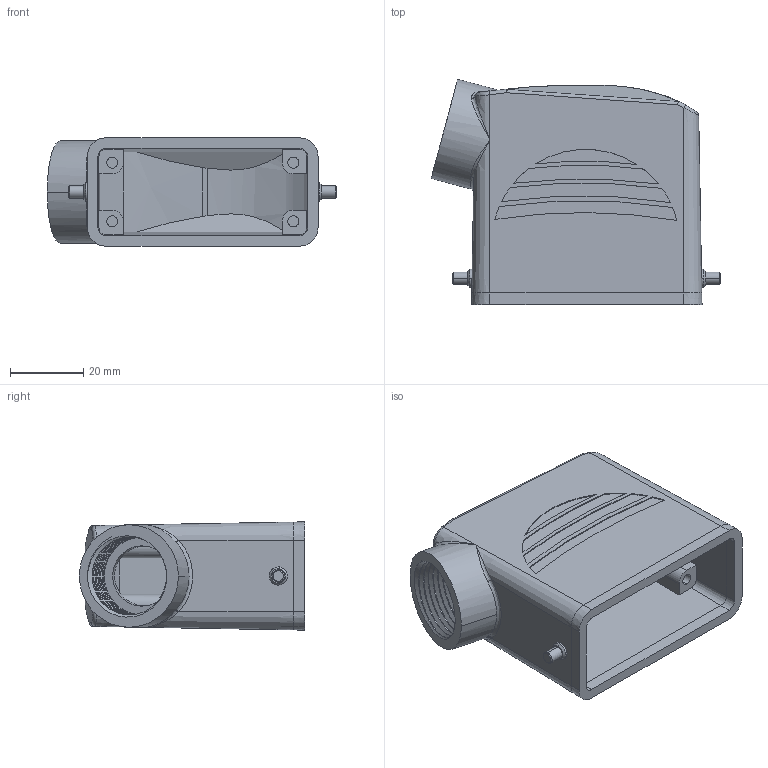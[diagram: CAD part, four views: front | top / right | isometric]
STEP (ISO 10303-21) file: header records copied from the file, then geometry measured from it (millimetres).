
FILE_DESCRIPTION (( 'STEP AP214' ), '1' );
FILE_NAME ('ZP-MC10A-2-SSE16M.step', '2015-08-12T18:09:31', ( '' ), ( '' ), 'SwSTEP 2.0', 'SolidWorks 2014', '' );
FILE_SCHEMA (( 'AUTOMOTIVE_DESIGN' ));
Length unit declared in the file: millimetre
Products named in the file (1): ZP-MC10A-2-SSE16M
Bounding box: 79.15 x 61.57 x 29.6 mm (x, y, z)
Volume: 36632.6 mm3; surface area: 24387.7 mm2
Topology: 1 solids, 1 shells, 199 faces, 482 edges, 301 vertices
Faces by surface type: cylinder 85, plane 54, bspline 31, cone 26, sphere 3
Entity records: 9918 total; most frequent: CARTESIAN_POINT 3959, ORIENTED_EDGE 960, DIRECTION 870, EDGE_CURVE 480, AXIS2_PLACEMENT_3D 339, VERTEX_POINT 301, EDGE_LOOP 219, ADVANCED_FACE 199
